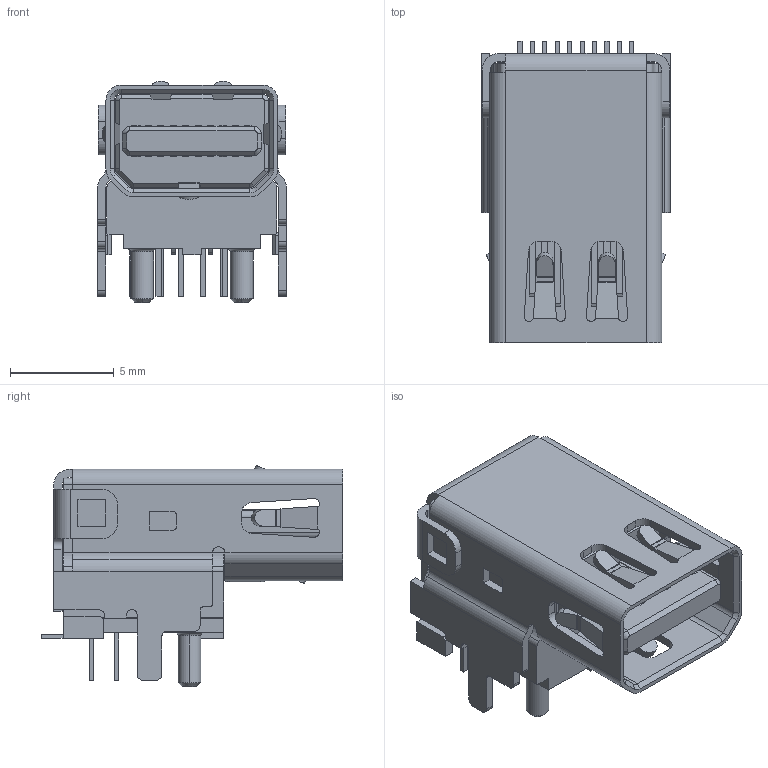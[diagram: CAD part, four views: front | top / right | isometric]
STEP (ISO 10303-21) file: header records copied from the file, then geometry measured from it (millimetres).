
FILE_DESCRIPTION((''),'2;1');
FILE_NAME('MULTICOMP_64L020S-301N-B.stp','2012-07-16T15:23:48',(''),(''),'Mechanical Desktop 2011','Mechanical Desktop 2011',', , ');
FILE_SCHEMA(('AUTOMOTIVE_DESIGN { 1 2 10303 214 1 1 1 1 }'));
Length unit declared in the file: millimetre
Products named in the file (1): Product
Bounding box: 9.11 x 14.56 x 10.68 mm (x, y, z)
Volume: 703.3 mm3; surface area: 1505.5 mm2
Topology: 48 solids, 48 shells, 718 faces, 1793 edges, 1169 vertices
Faces by surface type: plane 399, bspline 171, cylinder 128, cone 20
Entity records: 21727 total; most frequent: CARTESIAN_POINT 4727, ORIENTED_EDGE 3586, DIRECTION 3257, EDGE_CURVE 1793, VECTOR 1403, LINE 1403, VERTEX_POINT 1169, AXIS2_PLACEMENT_3D 927
